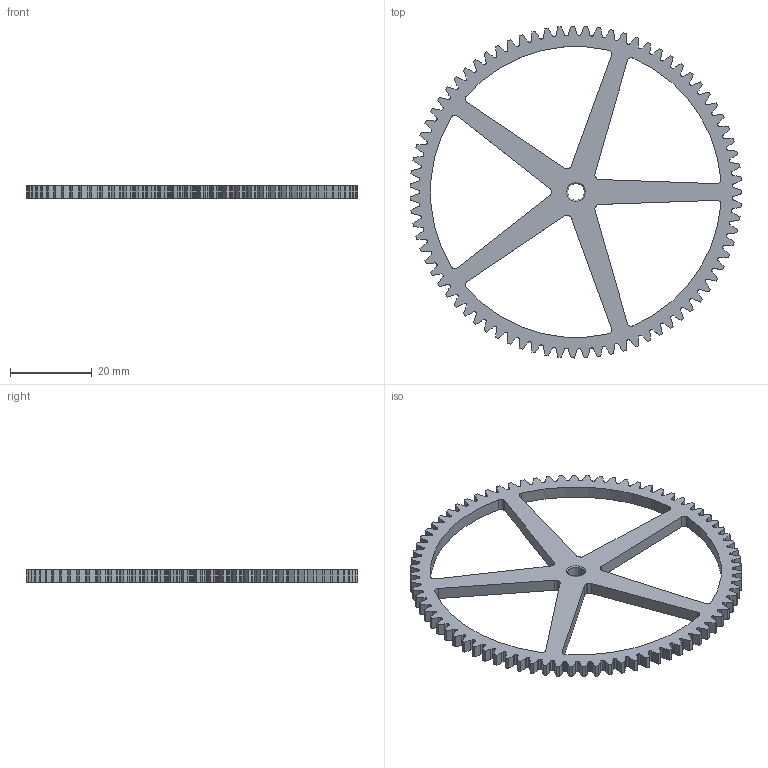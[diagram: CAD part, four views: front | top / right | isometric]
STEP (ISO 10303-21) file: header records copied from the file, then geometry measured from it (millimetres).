
FILE_DESCRIPTION (( 'STEP AP203' ), '1' );
FILE_NAME ('CTT0013.STEP', '2018-11-01T18:51:56', ( '' ), ( '' ), 'SwSTEP 2.0', 'SolidWorks 2016', '' );
FILE_SCHEMA (( 'CONFIG_CONTROL_DESIGN' ));
Length unit declared in the file: millimetre
Products named in the file (1): CTT0013
Bounding box: 80.98 x 81 x 3 mm (x, y, z)
Volume: 5338.5 mm3; surface area: 6570.5 mm2
Topology: 1 solids, 1 shells, 719 faces, 2147 edges, 1430 vertices
Faces by surface type: cylinder 387, bspline 316, plane 12, cone 4
Entity records: 28320 total; most frequent: CARTESIAN_POINT 10301, ORIENTED_EDGE 4294, DIRECTION 3101, EDGE_CURVE 2147, VERTEX_POINT 1430, AXIS2_PLACEMENT_3D 1182, CIRCLE 778, VECTOR 737
